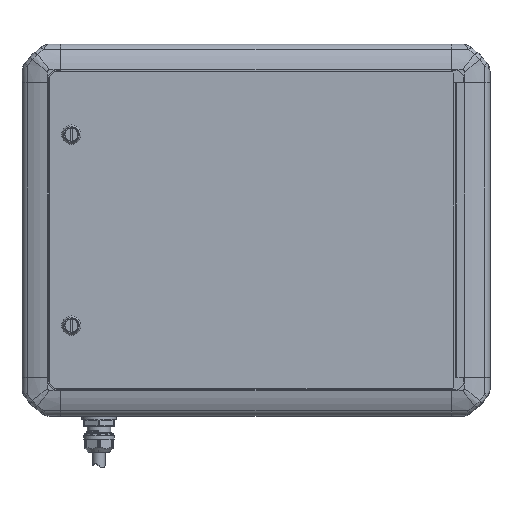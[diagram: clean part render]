
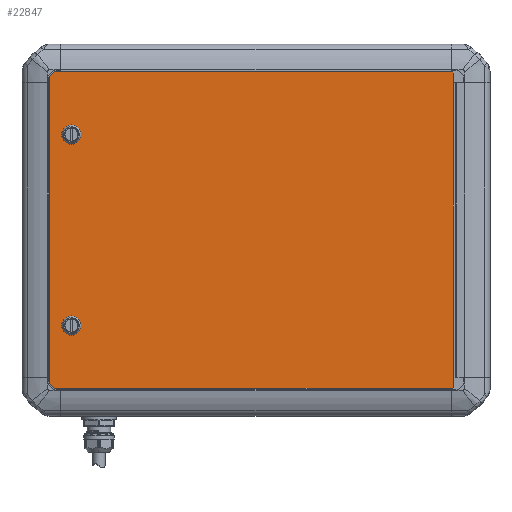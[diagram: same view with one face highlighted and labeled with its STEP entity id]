
A CAD part, top view. The second image highlights one B-rep face of the part: STEP entity #22847.
In plain terms, the highlighted planar face has unit normal (0, 0, 1).
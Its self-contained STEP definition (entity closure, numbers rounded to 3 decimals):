
#170 = DIRECTION ( 'NONE',  ( 0., 0., 1. ) ) ;
#1557 = CARTESIAN_POINT ( 'NONE',  ( 156.5, -123.5, 2. ) ) ;
#1861 = DIRECTION ( 'NONE',  ( 0.707, -0.707, 0. ) ) ;
#1917 = ORIENTED_EDGE ( 'NONE', *, *, #2928, .F. ) ;
#1992 = VECTOR ( 'NONE', #30924, 1000. ) ;
#2208 = CIRCLE ( 'NONE', #46942, 7.5 ) ;
#2659 = VERTEX_POINT ( 'NONE', #41378 ) ;
#2687 = VERTEX_POINT ( 'NONE', #35083 ) ;
#2928 = EDGE_CURVE ( 'NONE', #28636, #36157, #44142, .T. ) ;
#3630 = DIRECTION ( 'NONE',  ( 0., 1., 0. ) ) ;
#5069 = EDGE_CURVE ( 'NONE', #44517, #46396, #29477, .T. ) ;
#5197 = ORIENTED_EDGE ( 'NONE', *, *, #24088, .F. ) ;
#5478 = LINE ( 'NONE', #35368, #8321 ) ;
#5667 = CARTESIAN_POINT ( 'NONE',  ( 156.5, 123.5, 2. ) ) ;
#5922 = VECTOR ( 'NONE', #30851, 1000. ) ;
#7196 = CARTESIAN_POINT ( 'NONE',  ( -140.5, 74.5, 2. ) ) ;
#7769 = DIRECTION ( 'NONE',  ( -0.707, -0.707, 0. ) ) ;
#8239 = LINE ( 'NONE', #40815, #31596 ) ;
#8321 = VECTOR ( 'NONE', #20185, 1000. ) ;
#9039 = CARTESIAN_POINT ( 'NONE',  ( 157.5, -122.5, 2. ) ) ;
#9393 = EDGE_CURVE ( 'NONE', #39124, #44517, #22473, .T. ) ;
#9432 = EDGE_CURVE ( 'NONE', #45154, #44056, #8239, .T. ) ;
#9606 = ORIENTED_EDGE ( 'NONE', *, *, #35124, .T. ) ;
#9879 = CARTESIAN_POINT ( 'NONE',  ( -0.5, -280.5, 2. ) ) ;
#9932 = EDGE_LOOP ( 'NONE', ( #21192, #29839, #9606, #13789, #31714, #45382, #22334, #37697 ) ) ;
#11212 = CARTESIAN_POINT ( 'NONE',  ( -140.5, 74.5, 2. ) ) ;
#12108 = CARTESIAN_POINT ( 'NONE',  ( -157.5, 123.5, 2. ) ) ;
#13620 = LINE ( 'NONE', #18160, #39174 ) ;
#13789 = ORIENTED_EDGE ( 'NONE', *, *, #36030, .T. ) ;
#14206 = FACE_OUTER_BOUND ( 'NONE', #9932, .T. ) ;
#14465 = CARTESIAN_POINT ( 'NONE',  ( 157.5, 123.5, 2. ) ) ;
#15993 = AXIS2_PLACEMENT_3D ( 'NONE', #11212, #44252, #36747 ) ;
#17116 = DIRECTION ( 'NONE',  ( 0., 1., 0. ) ) ;
#18160 = CARTESIAN_POINT ( 'NONE',  ( 123., 157., 2. ) ) ;
#18381 = CARTESIAN_POINT ( 'NONE',  ( -279., -2., 2. ) ) ;
#18984 = CARTESIAN_POINT ( 'NONE',  ( -157.5, -119.5, 2. ) ) ;
#20185 = DIRECTION ( 'NONE',  ( 0., -1., 0. ) ) ;
#21192 = ORIENTED_EDGE ( 'NONE', *, *, #37670, .T. ) ;
#22334 = ORIENTED_EDGE ( 'NONE', *, *, #9393, .T. ) ;
#22337 = EDGE_CURVE ( 'NONE', #2659, #2687, #39858, .T. ) ;
#22473 = LINE ( 'NONE', #12108, #36960 ) ;
#22847 = ADVANCED_FACE ( 'NONE', ( #14206, #28661, #28903 ), #40244, .T. ) ;
#23381 = CARTESIAN_POINT ( 'NONE',  ( 157.5, 122.5, 2. ) ) ;
#23390 = DIRECTION ( 'NONE',  ( 0., 0., 1. ) ) ;
#23702 = EDGE_CURVE ( 'NONE', #32844, #39124, #13620, .T. ) ;
#24088 = EDGE_CURVE ( 'NONE', #2687, #2659, #2208, .T. ) ;
#25051 = CARTESIAN_POINT ( 'NONE',  ( -140.5, -67., 2. ) ) ;
#25058 = CARTESIAN_POINT ( 'NONE',  ( -157.5, 119.5, 2. ) ) ;
#25060 = CARTESIAN_POINT ( 'NONE',  ( -157.5, -123.5, 2. ) ) ;
#25359 = DIRECTION ( 'NONE',  ( 0., 0., 1. ) ) ;
#26685 = CIRCLE ( 'NONE', #42103, 7.5 ) ;
#27243 = DIRECTION ( 'NONE',  ( 0., 1., 0. ) ) ;
#28636 = VERTEX_POINT ( 'NONE', #40573 ) ;
#28661 = FACE_BOUND ( 'NONE', #45178, .T. ) ;
#28903 = FACE_BOUND ( 'NONE', #33057, .T. ) ;
#29477 = LINE ( 'NONE', #18381, #42972 ) ;
#29839 = ORIENTED_EDGE ( 'NONE', *, *, #9432, .T. ) ;
#29863 = DIRECTION ( 'NONE',  ( 0., 1., 0. ) ) ;
#29953 = DIRECTION ( 'NONE',  ( -1., 0., 0. ) ) ;
#30851 = DIRECTION ( 'NONE',  ( 0.707, 0.707, 0. ) ) ;
#30924 = DIRECTION ( 'NONE',  ( 1., 0., 0. ) ) ;
#31596 = VECTOR ( 'NONE', #1861, 1000. ) ;
#31714 = ORIENTED_EDGE ( 'NONE', *, *, #42970, .T. ) ;
#32100 = VERTEX_POINT ( 'NONE', #1557 ) ;
#32534 = CARTESIAN_POINT ( 'NONE',  ( -153.5, -123.5, 2. ) ) ;
#32844 = VERTEX_POINT ( 'NONE', #23381 ) ;
#32860 = DIRECTION ( 'NONE',  ( -0.707, 0.707, 0. ) ) ;
#32984 = DIRECTION ( 'NONE',  ( 0., 0., 1. ) ) ;
#33057 = EDGE_LOOP ( 'NONE', ( #5197, #35821 ) ) ;
#34517 = AXIS2_PLACEMENT_3D ( 'NONE', #25060, #170, #39762 ) ;
#34535 = CARTESIAN_POINT ( 'NONE',  ( -157.5, -123.5, 2. ) ) ;
#34932 = VERTEX_POINT ( 'NONE', #9039 ) ;
#35083 = CARTESIAN_POINT ( 'NONE',  ( -140.5, 82., 2. ) ) ;
#35124 = EDGE_CURVE ( 'NONE', #44056, #32100, #45894, .T. ) ;
#35269 = EDGE_CURVE ( 'NONE', #36157, #28636, #26685, .T. ) ;
#35368 = CARTESIAN_POINT ( 'NONE',  ( -157.5, 123.5, 2. ) ) ;
#35821 = ORIENTED_EDGE ( 'NONE', *, *, #22337, .F. ) ;
#35957 = CARTESIAN_POINT ( 'NONE',  ( -140.5, -74.5, 2. ) ) ;
#36030 = EDGE_CURVE ( 'NONE', #32100, #34932, #38325, .T. ) ;
#36157 = VERTEX_POINT ( 'NONE', #25051 ) ;
#36747 = DIRECTION ( 'NONE',  ( 0., 1., 0. ) ) ;
#36960 = VECTOR ( 'NONE', #29953, 1000. ) ;
#37670 = EDGE_CURVE ( 'NONE', #46396, #45154, #5478, .T. ) ;
#37697 = ORIENTED_EDGE ( 'NONE', *, *, #5069, .T. ) ;
#38325 = LINE ( 'NONE', #9879, #5922 ) ;
#38710 = AXIS2_PLACEMENT_3D ( 'NONE', #46060, #23390, #27243 ) ;
#39124 = VERTEX_POINT ( 'NONE', #5667 ) ;
#39174 = VECTOR ( 'NONE', #32860, 1000. ) ;
#39762 = DIRECTION ( 'NONE',  ( 1., 0., 0. ) ) ;
#39858 = CIRCLE ( 'NONE', #15993, 7.5 ) ;
#40244 = PLANE ( 'NONE',  #34517 ) ;
#40573 = CARTESIAN_POINT ( 'NONE',  ( -140.5, -82., 2. ) ) ;
#40815 = CARTESIAN_POINT ( 'NONE',  ( -155.5, -121.5, 2. ) ) ;
#41378 = CARTESIAN_POINT ( 'NONE',  ( -140.5, 67., 2. ) ) ;
#41396 = ORIENTED_EDGE ( 'NONE', *, *, #35269, .F. ) ;
#42103 = AXIS2_PLACEMENT_3D ( 'NONE', #35957, #25359, #3630 ) ;
#42970 = EDGE_CURVE ( 'NONE', #34932, #32844, #47517, .T. ) ;
#42972 = VECTOR ( 'NONE', #7769, 1000. ) ;
#43340 = VECTOR ( 'NONE', #17116, 1000. ) ;
#44056 = VERTEX_POINT ( 'NONE', #32534 ) ;
#44142 = CIRCLE ( 'NONE', #38710, 7.5 ) ;
#44252 = DIRECTION ( 'NONE',  ( 0., 0., 1. ) ) ;
#44517 = VERTEX_POINT ( 'NONE', #45740 ) ;
#45154 = VERTEX_POINT ( 'NONE', #18984 ) ;
#45178 = EDGE_LOOP ( 'NONE', ( #41396, #1917 ) ) ;
#45382 = ORIENTED_EDGE ( 'NONE', *, *, #23702, .T. ) ;
#45740 = CARTESIAN_POINT ( 'NONE',  ( -153.5, 123.5, 2. ) ) ;
#45894 = LINE ( 'NONE', #34535, #1992 ) ;
#46060 = CARTESIAN_POINT ( 'NONE',  ( -140.5, -74.5, 2. ) ) ;
#46396 = VERTEX_POINT ( 'NONE', #25058 ) ;
#46942 = AXIS2_PLACEMENT_3D ( 'NONE', #7196, #32984, #29863 ) ;
#47517 = LINE ( 'NONE', #14465, #43340 ) ;
